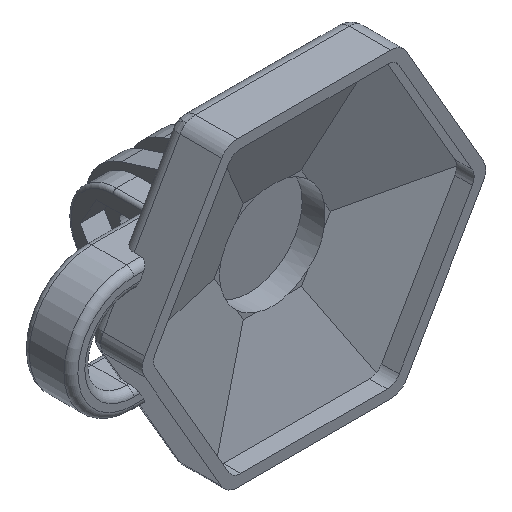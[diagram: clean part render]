
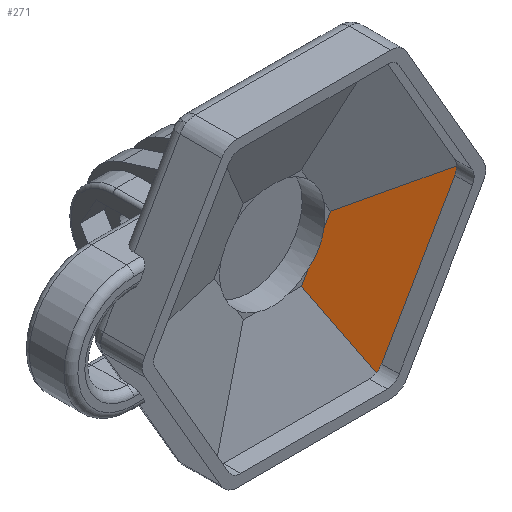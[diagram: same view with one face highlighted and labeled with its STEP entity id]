
A CAD part, isometric view. The second image highlights one B-rep face of the part: STEP entity #271.
In plain terms, the highlighted planar face has unit normal (-0.224, -0.966, 0.129).
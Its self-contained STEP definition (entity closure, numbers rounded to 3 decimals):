
#271 = ADVANCED_FACE ( 'NONE', ( #1949 ), #1950, .F. ) ;
#447 = EDGE_CURVE ( 'NONE', #4205, #4199, #1547, .T. ) ;
#448 = EDGE_CURVE ( 'NONE', #4201, #4200, #1555, .T. ) ;
#453 = EDGE_CURVE ( 'NONE', #4201, #4211, #1569, .T. ) ;
#456 = EDGE_CURVE ( 'NONE', #4209, #4210, #1583, .T. ) ;
#457 = EDGE_CURVE ( 'NONE', #4209, #4214, #2790, .T. ) ;
#458 = EDGE_CURVE ( 'NONE', #4199, #4214, #1589, .T. ) ;
#459 = EDGE_CURVE ( 'NONE', #4200, #4205, #2782, .T. ) ;
#460 = EDGE_CURVE ( 'NONE', #4211, #4210, #2798, .T. ) ;
#1541 = CARTESIAN_POINT ( 'NONE',  ( 12.124, 6., 6.5 ) ) ;
#1547 = LINE ( 'NONE', #1541, #4322 ) ;
#1554 = DIRECTION ( 'NONE',  ( 0.5, 0., 0.866 ) ) ;
#1555 = LINE ( 'NONE', #1557, #4324 ) ;
#1557 = CARTESIAN_POINT ( 'NONE',  ( 12.124, 6., 6.5 ) ) ;
#1558 = DIRECTION ( 'NONE',  ( 0.5, 0., 0.866 ) ) ;
#1569 = LINE ( 'NONE', #1572, #4325 ) ;
#1572 = CARTESIAN_POINT ( 'NONE',  ( 0.419, 7.748, -0.726 ) ) ;
#1575 = DIRECTION ( 'NONE',  ( 0.487, -0.226, -0.844 ) ) ;
#1576 = CARTESIAN_POINT ( 'NONE',  ( 22.982, 2.517, -0.694 ) ) ;
#1579 = CARTESIAN_POINT ( 'NONE',  ( 6.294, 5.874, -4.539 ) ) ;
#1583 = LINE ( 'NONE', #1585, #4330 ) ;
#1584 = CARTESIAN_POINT ( 'NONE',  ( 22.805, 2.517, -1. ) ) ;
#1585 = CARTESIAN_POINT ( 'NONE',  ( 11.691, 2.517, -20.25 ) ) ;
#1586 = DIRECTION ( 'NONE',  ( -0.5, 0., -0.866 ) ) ;
#1587 = CARTESIAN_POINT ( 'NONE',  ( 23.073, 2.541, -0.353 ) ) ;
#1588 = CARTESIAN_POINT ( 'NONE',  ( 23.073, 2.588, 0. ) ) ;
#1589 = LINE ( 'NONE', #1591, #4331 ) ;
#1590 = CARTESIAN_POINT ( 'NONE',  ( 5.139, 6., -5.599 ) ) ;
#1591 = CARTESIAN_POINT ( 'NONE',  ( -4.708, 9.035, 0. ) ) ;
#1592 = DIRECTION ( 'NONE',  ( 0.974, -0.226, 0. ) ) ;
#1593 = CARTESIAN_POINT ( 'NONE',  ( 11.537, 2.588, -19.982 ) ) ;
#1594 = CARTESIAN_POINT ( 'NONE',  ( 7.078, 5.874, -3.181 ) ) ;
#1595 = CARTESIAN_POINT ( 'NONE',  ( 7.419, 6., -1.651 ) ) ;
#1598 = CARTESIAN_POINT ( 'NONE',  ( 11.842, 2.541, -19.805 ) ) ;
#1599 = CARTESIAN_POINT ( 'NONE',  ( 12.092, 2.517, -19.556 ) ) ;
#1600 = CARTESIAN_POINT ( 'NONE',  ( 12.269, 2.517, -19.25 ) ) ;
#1635 = ORIENTED_EDGE ( 'NONE', *, *, #458, .F. ) ;
#1639 = ORIENTED_EDGE ( 'NONE', *, *, #457, .T. ) ;
#1642 = ORIENTED_EDGE ( 'NONE', *, *, #453, .T. ) ;
#1643 = ORIENTED_EDGE ( 'NONE', *, *, #448, .F. ) ;
#1644 = ORIENTED_EDGE ( 'NONE', *, *, #459, .F. ) ;
#1645 = ORIENTED_EDGE ( 'NONE', *, *, #447, .F. ) ;
#1647 = ORIENTED_EDGE ( 'NONE', *, *, #456, .F. ) ;
#1660 = ORIENTED_EDGE ( 'NONE', *, *, #460, .T. ) ;
#1945 = CARTESIAN_POINT ( 'NONE',  ( 12.124, 6., 6.5 ) ) ;
#1949 = FACE_OUTER_BOUND ( 'NONE', #2613, .T. ) ;
#1950 = PLANE ( 'NONE',  #2871 ) ;
#1952 = DIRECTION ( 'NONE',  ( 0.224, 0.966, -0.129 ) ) ;
#1953 = DIRECTION ( 'NONE',  ( -0.974, 0.226, 0. ) ) ;
#2340 = CARTESIAN_POINT ( 'NONE',  ( 8.372, 6., 0. ) ) ;
#2341 = CARTESIAN_POINT ( 'NONE',  ( 5.139, 6., -5.599 ) ) ;
#2342 = CARTESIAN_POINT ( 'NONE',  ( 4.186, 6., -7.25 ) ) ;
#2346 = CARTESIAN_POINT ( 'NONE',  ( 7.419, 6., -1.651 ) ) ;
#2350 = CARTESIAN_POINT ( 'NONE',  ( 22.805, 2.517, -1. ) ) ;
#2351 = CARTESIAN_POINT ( 'NONE',  ( 12.269, 2.517, -19.25 ) ) ;
#2352 = CARTESIAN_POINT ( 'NONE',  ( 11.537, 2.588, -19.982 ) ) ;
#2355 = CARTESIAN_POINT ( 'NONE',  ( 23.073, 2.588, 0. ) ) ;
#2613 = EDGE_LOOP ( 'NONE', ( #1647, #1639, #1635, #1645, #1644, #1643, #1642, #1660 ) ) ;
#2782 =( BOUNDED_CURVE ( )  B_SPLINE_CURVE ( 3, ( #1590, #1579, #1594, #1595 ),
 .UNSPECIFIED., .F., .T. ) 
 B_SPLINE_CURVE_WITH_KNOTS ( ( 4, 4 ),
 ( 2.837, 3.446 ),
 .UNSPECIFIED. ) 
 CURVE ( )  GEOMETRIC_REPRESENTATION_ITEM ( )  RATIONAL_B_SPLINE_CURVE ( ( 1., 0.969, 0.969, 1. ) ) 
 REPRESENTATION_ITEM ( '' )  );
#2790 =( BOUNDED_CURVE ( )  B_SPLINE_CURVE ( 3, ( #1584, #1576, #1587, #1588 ),
 .UNSPECIFIED., .F., .T. ) 
 B_SPLINE_CURVE_WITH_KNOTS ( ( 4, 4 ),
 ( 3.142, 3.665 ),
 .UNSPECIFIED. ) 
 CURVE ( )  GEOMETRIC_REPRESENTATION_ITEM ( )  RATIONAL_B_SPLINE_CURVE ( ( 1., 0.977, 0.977, 1. ) ) 
 REPRESENTATION_ITEM ( '' )  );
#2798 =( BOUNDED_CURVE ( )  B_SPLINE_CURVE ( 3, ( #1593, #1598, #1599, #1600 ),
 .UNSPECIFIED., .F., .T. ) 
 B_SPLINE_CURVE_WITH_KNOTS ( ( 4, 4 ),
 ( 2.618, 3.142 ),
 .UNSPECIFIED. ) 
 CURVE ( )  GEOMETRIC_REPRESENTATION_ITEM ( )  RATIONAL_B_SPLINE_CURVE ( ( 1., 0.977, 0.977, 1. ) ) 
 REPRESENTATION_ITEM ( '' )  );
#2871 = AXIS2_PLACEMENT_3D ( 'NONE', #1945, #1952, #1953 ) ;
#4199 = VERTEX_POINT ( 'NONE', #2340 ) ;
#4200 = VERTEX_POINT ( 'NONE', #2341 ) ;
#4201 = VERTEX_POINT ( 'NONE', #2342 ) ;
#4205 = VERTEX_POINT ( 'NONE', #2346 ) ;
#4209 = VERTEX_POINT ( 'NONE', #2350 ) ;
#4210 = VERTEX_POINT ( 'NONE', #2351 ) ;
#4211 = VERTEX_POINT ( 'NONE', #2352 ) ;
#4214 = VERTEX_POINT ( 'NONE', #2355 ) ;
#4322 = VECTOR ( 'NONE', #1554, 1000. ) ;
#4324 = VECTOR ( 'NONE', #1558, 1000. ) ;
#4325 = VECTOR ( 'NONE', #1575, 1000. ) ;
#4330 = VECTOR ( 'NONE', #1586, 1000. ) ;
#4331 = VECTOR ( 'NONE', #1592, 1000. ) ;
